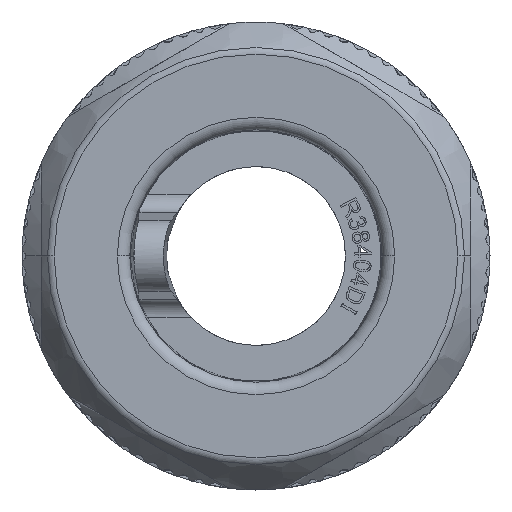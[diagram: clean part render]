
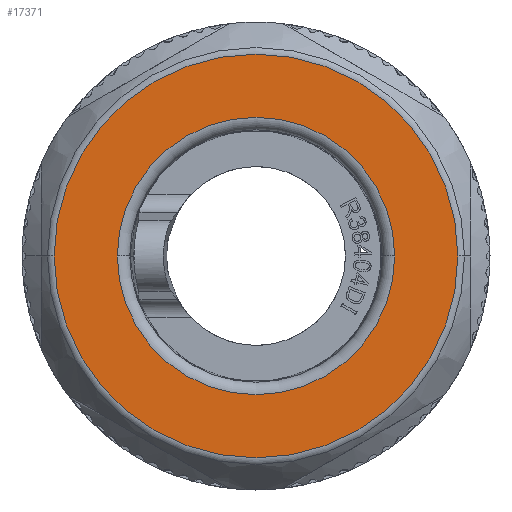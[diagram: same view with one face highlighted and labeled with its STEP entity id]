
A CAD part, left-side view. The second image highlights one B-rep face of the part: STEP entity #17371.
In plain terms, the highlighted planar face has unit normal (-1, 0, 0).
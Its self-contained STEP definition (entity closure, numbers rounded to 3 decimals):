
#721 = AXIS2_PLACEMENT_3D ( 'NONE', #30151, #14214, #10497 ) ;
#742 = VERTEX_POINT ( 'NONE', #20278 ) ;
#1364 = VERTEX_POINT ( 'NONE', #47161 ) ;
#1907 = CIRCLE ( 'NONE', #721, 7.75 ) ;
#2024 = FACE_BOUND ( 'NONE', #2616, .T. ) ;
#2616 = EDGE_LOOP ( 'NONE', ( #34198, #23248 ) ) ;
#3214 = FACE_OUTER_BOUND ( 'NONE', #31857, .T. ) ;
#3779 = CIRCLE ( 'NONE', #9802, 11.282 ) ;
#6062 = CIRCLE ( 'NONE', #42906, 7.75 ) ;
#6361 = CARTESIAN_POINT ( 'NONE',  ( -12.06, 0., 0. ) ) ;
#7339 = DIRECTION ( 'NONE',  ( -1., 0., 0. ) ) ;
#7629 = CARTESIAN_POINT ( 'NONE',  ( -12.06, -11.282, 0. ) ) ;
#7753 = DIRECTION ( 'NONE',  ( -1., 0., 0. ) ) ;
#9802 = AXIS2_PLACEMENT_3D ( 'NONE', #15778, #7753, #23935 ) ;
#10497 = DIRECTION ( 'NONE',  ( 0., 1., 0. ) ) ;
#10778 = CARTESIAN_POINT ( 'NONE',  ( -12.06, 0., 0. ) ) ;
#12804 = VERTEX_POINT ( 'NONE', #34775 ) ;
#14214 = DIRECTION ( 'NONE',  ( 1., 0., 0. ) ) ;
#15778 = CARTESIAN_POINT ( 'NONE',  ( -12.06, 0., 0. ) ) ;
#16239 = EDGE_CURVE ( 'NONE', #47028, #12804, #32307, .T. ) ;
#17371 = ADVANCED_FACE ( 'NONE', ( #3214, #2024 ), #25736, .F. ) ;
#19343 = ORIENTED_EDGE ( 'NONE', *, *, #42914, .T. ) ;
#19793 = AXIS2_PLACEMENT_3D ( 'NONE', #10778, #7339, #33838 ) ;
#20278 = CARTESIAN_POINT ( 'NONE',  ( -12.06, 7.75, 0. ) ) ;
#21508 = EDGE_CURVE ( 'NONE', #742, #1364, #6062, .T. ) ;
#23248 = ORIENTED_EDGE ( 'NONE', *, *, #44664, .T. ) ;
#23935 = DIRECTION ( 'NONE',  ( 0., 1., 0. ) ) ;
#25256 = DIRECTION ( 'NONE',  ( 1., 0., 0. ) ) ;
#25736 = PLANE ( 'NONE',  #31471 ) ;
#26055 = DIRECTION ( 'NONE',  ( 0., 1., 0. ) ) ;
#26223 = DIRECTION ( 'NONE',  ( 1., 0., 0. ) ) ;
#30151 = CARTESIAN_POINT ( 'NONE',  ( -12.06, 0., 0. ) ) ;
#31471 = AXIS2_PLACEMENT_3D ( 'NONE', #6361, #25256, #33515 ) ;
#31857 = EDGE_LOOP ( 'NONE', ( #19343, #46992 ) ) ;
#32307 = CIRCLE ( 'NONE', #19793, 11.282 ) ;
#33515 = DIRECTION ( 'NONE',  ( 0., 1., 0. ) ) ;
#33838 = DIRECTION ( 'NONE',  ( 0., 1., 0. ) ) ;
#34198 = ORIENTED_EDGE ( 'NONE', *, *, #21508, .T. ) ;
#34491 = CARTESIAN_POINT ( 'NONE',  ( -12.06, 0., 0. ) ) ;
#34775 = CARTESIAN_POINT ( 'NONE',  ( -12.06, 11.282, 0. ) ) ;
#42906 = AXIS2_PLACEMENT_3D ( 'NONE', #34491, #26223, #26055 ) ;
#42914 = EDGE_CURVE ( 'NONE', #12804, #47028, #3779, .T. ) ;
#44664 = EDGE_CURVE ( 'NONE', #1364, #742, #1907, .T. ) ;
#46992 = ORIENTED_EDGE ( 'NONE', *, *, #16239, .T. ) ;
#47028 = VERTEX_POINT ( 'NONE', #7629 ) ;
#47161 = CARTESIAN_POINT ( 'NONE',  ( -12.06, -7.75, 0. ) ) ;
